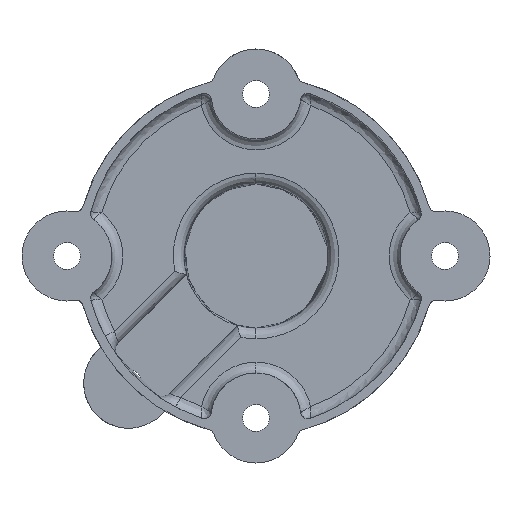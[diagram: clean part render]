
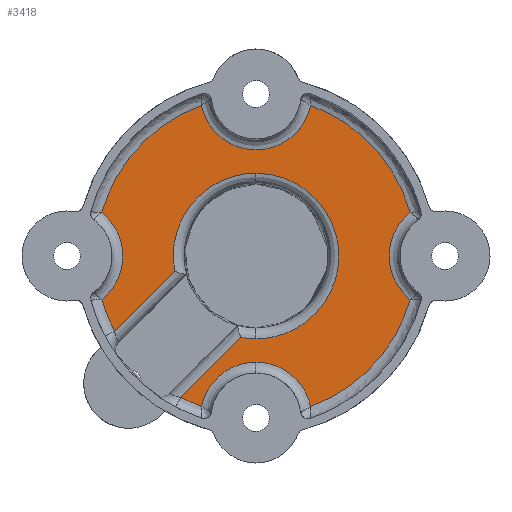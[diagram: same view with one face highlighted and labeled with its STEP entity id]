
A CAD part, front view. The second image highlights one B-rep face of the part: STEP entity #3418.
In plain terms, the highlighted free-form (B-spline) face has degree [1, 1] with [2, 2] control points.
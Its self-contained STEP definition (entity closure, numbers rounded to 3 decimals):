
#455 = VERTEX_POINT('',#456);
#456 = CARTESIAN_POINT('',(36.408,41.991,
    -100.378));
#486 = VERTEX_POINT('',#487);
#487 = CARTESIAN_POINT('',(0.,41.991,-70.785));
#493 = EDGE_CURVE('',#486,#455,#494,.T.);
#494 = ( BOUNDED_CURVE() B_SPLINE_CURVE(2,(#495,#496,#497),
.UNSPECIFIED.,.F.,.F.) B_SPLINE_CURVE_WITH_KNOTS((3,3),(0.,
1.365),.PIECEWISE_BEZIER_KNOTS.) CURVE() 
GEOMETRIC_REPRESENTATION_ITEM() RATIONAL_B_SPLINE_CURVE((1.,
0.776,1.)) REPRESENTATION_ITEM('') );
#495 = CARTESIAN_POINT('',(0.,41.991,-70.785));
#496 = CARTESIAN_POINT('',(30.231,41.991,
    -70.785));
#497 = CARTESIAN_POINT('',(36.408,41.991,
    -100.378));
#525 = VERTEX_POINT('',#526);
#526 = CARTESIAN_POINT('',(0.,41.991,
    -55.188));
#532 = EDGE_CURVE('',#533,#525,#535,.T.);
#533 = VERTEX_POINT('',#534);
#534 = CARTESIAN_POINT('',(0.,41.991,55.188));
#535 = ( BOUNDED_CURVE() B_SPLINE_CURVE(2,(#536,#537,#538,#539,#540),
.UNSPECIFIED.,.F.,.F.) B_SPLINE_CURVE_WITH_KNOTS((3,2,3),(0.,
1.571,3.142),.PIECEWISE_BEZIER_KNOTS.) CURVE() 
GEOMETRIC_REPRESENTATION_ITEM() RATIONAL_B_SPLINE_CURVE((1.,
0.707,1.,0.707,1.)) REPRESENTATION_ITEM('') );
#536 = CARTESIAN_POINT('',(0.,41.991,55.188));
#537 = CARTESIAN_POINT('',(55.188,41.991,
    55.188));
#538 = CARTESIAN_POINT('',(55.188,41.991,
    0.));
#539 = CARTESIAN_POINT('',(55.188,41.991,
    -55.188));
#540 = CARTESIAN_POINT('',(0.,41.991,
    -55.188));
#576 = EDGE_CURVE('',#577,#533,#579,.T.);
#577 = VERTEX_POINT('',#578);
#578 = CARTESIAN_POINT('',(-54.249,41.991,
    -10.135));
#579 = ( BOUNDED_CURVE() B_SPLINE_CURVE(2,(#580,#581,#582),
.UNSPECIFIED.,.F.,.F.) B_SPLINE_CURVE_WITH_KNOTS((3,3),(4.528,
6.283),.PIECEWISE_BEZIER_KNOTS.) CURVE() 
GEOMETRIC_REPRESENTATION_ITEM() RATIONAL_B_SPLINE_CURVE((1.,
0.639,1.)) REPRESENTATION_ITEM('') );
#580 = CARTESIAN_POINT('',(-54.249,41.991,
    -10.135));
#581 = CARTESIAN_POINT('',(-66.454,41.991,
    55.188));
#582 = CARTESIAN_POINT('',(0.,41.991,
    55.188));
#3418 = ADVANCED_FACE('',(#3419),#3516,.F.);
#3419 = FACE_BOUND('',#3420,.T.);
#3420 = EDGE_LOOP('',(#3421,#3429,#3437,#3445,#3455,#3463,#3471,#3479,
    #3484,#3485,#3486,#3494,#3501,#3509,#3515));
#3421 = ORIENTED_EDGE('',*,*,#3422,.T.);
#3422 = EDGE_CURVE('',#455,#3423,#3425,.T.);
#3423 = VERTEX_POINT('',#3424);
#3424 = CARTESIAN_POINT('',(102.749,41.991,
    -29.05));
#3425 = ( BOUNDED_CURVE() B_SPLINE_CURVE(2,(#3426,#3427,#3428),
.UNSPECIFIED.,.F.,.F.) B_SPLINE_CURVE_WITH_KNOTS((3,3),(3.49,
4.437),.PIECEWISE_BEZIER_KNOTS.) CURVE() 
GEOMETRIC_REPRESENTATION_ITEM() RATIONAL_B_SPLINE_CURVE((1.,
0.89,1.)) REPRESENTATION_ITEM('') );
#3426 = CARTESIAN_POINT('',(36.408,41.991,
    -100.378));
#3427 = CARTESIAN_POINT('',(87.859,41.991,
    -81.717));
#3428 = CARTESIAN_POINT('',(102.749,41.991,
    -29.05));
#3429 = ORIENTED_EDGE('',*,*,#3430,.T.);
#3430 = EDGE_CURVE('',#3423,#3431,#3433,.T.);
#3431 = VERTEX_POINT('',#3432);
#3432 = CARTESIAN_POINT('',(102.749,41.991,
    29.05));
#3433 = ( BOUNDED_CURVE() B_SPLINE_CURVE(2,(#3434,#3435,#3436),
.UNSPECIFIED.,.F.,.F.) B_SPLINE_CURVE_WITH_KNOTS((3,3),(3.816,
5.609),.PIECEWISE_BEZIER_KNOTS.) CURVE() 
GEOMETRIC_REPRESENTATION_ITEM() RATIONAL_B_SPLINE_CURVE((1.,
0.624,1.)) REPRESENTATION_ITEM('') );
#3434 = CARTESIAN_POINT('',(102.749,41.991,
    -29.05));
#3435 = CARTESIAN_POINT('',(66.411,41.991,
    0.));
#3436 = CARTESIAN_POINT('',(102.749,41.991,
    29.05));
#3437 = ORIENTED_EDGE('',*,*,#3438,.T.);
#3438 = EDGE_CURVE('',#3431,#3439,#3441,.T.);
#3439 = VERTEX_POINT('',#3440);
#3440 = CARTESIAN_POINT('',(36.408,41.991,
    100.378));
#3441 = ( BOUNDED_CURVE() B_SPLINE_CURVE(2,(#3442,#3443,#3444),
.UNSPECIFIED.,.F.,.F.) B_SPLINE_CURVE_WITH_KNOTS((3,3),(4.988,
5.935),.PIECEWISE_BEZIER_KNOTS.) CURVE() 
GEOMETRIC_REPRESENTATION_ITEM() RATIONAL_B_SPLINE_CURVE((1.,
0.89,1.)) REPRESENTATION_ITEM('') );
#3442 = CARTESIAN_POINT('',(102.749,41.991,
    29.05));
#3443 = CARTESIAN_POINT('',(87.859,41.991,
    81.717));
#3444 = CARTESIAN_POINT('',(36.408,41.991,
    100.378));
#3445 = ORIENTED_EDGE('',*,*,#3446,.T.);
#3446 = EDGE_CURVE('',#3439,#3447,#3449,.T.);
#3447 = VERTEX_POINT('',#3448);
#3448 = CARTESIAN_POINT('',(-36.408,41.991,
    100.378));
#3449 = ( BOUNDED_CURVE() B_SPLINE_CURVE(2,(#3450,#3451,#3452,#3453,
#3454),.UNSPECIFIED.,.F.,.F.) B_SPLINE_CURVE_WITH_KNOTS((3,2,3),(
    1.777,3.142,4.507),
.PIECEWISE_BEZIER_KNOTS.) CURVE() GEOMETRIC_REPRESENTATION_ITEM() 
RATIONAL_B_SPLINE_CURVE((1.,0.776,1.,0.776,1.)) 
REPRESENTATION_ITEM('') );
#3450 = CARTESIAN_POINT('',(36.408,41.991,
    100.378));
#3451 = CARTESIAN_POINT('',(30.231,41.991,
    70.785));
#3452 = CARTESIAN_POINT('',(0.,41.991,
    70.785));
#3453 = CARTESIAN_POINT('',(-30.231,41.991,
    70.785));
#3454 = CARTESIAN_POINT('',(-36.408,41.991,
    100.378));
#3455 = ORIENTED_EDGE('',*,*,#3456,.T.);
#3456 = EDGE_CURVE('',#3447,#3457,#3459,.T.);
#3457 = VERTEX_POINT('',#3458);
#3458 = CARTESIAN_POINT('',(-102.749,41.991,
    29.05));
#3459 = ( BOUNDED_CURVE() B_SPLINE_CURVE(2,(#3460,#3461,#3462),
.UNSPECIFIED.,.F.,.F.) B_SPLINE_CURVE_WITH_KNOTS((3,3),(0.348,
1.295),.PIECEWISE_BEZIER_KNOTS.) CURVE() 
GEOMETRIC_REPRESENTATION_ITEM() RATIONAL_B_SPLINE_CURVE((1.,
0.89,1.)) REPRESENTATION_ITEM('') );
#3460 = CARTESIAN_POINT('',(-36.408,41.991,
    100.378));
#3461 = CARTESIAN_POINT('',(-87.859,41.991,
    81.717));
#3462 = CARTESIAN_POINT('',(-102.749,41.991,
    29.05));
#3463 = ORIENTED_EDGE('',*,*,#3464,.T.);
#3464 = EDGE_CURVE('',#3457,#3465,#3467,.T.);
#3465 = VERTEX_POINT('',#3466);
#3466 = CARTESIAN_POINT('',(-102.749,41.991,
    -29.05));
#3467 = ( BOUNDED_CURVE() B_SPLINE_CURVE(2,(#3468,#3469,#3470),
.UNSPECIFIED.,.F.,.F.) B_SPLINE_CURVE_WITH_KNOTS((3,3),(0.674,
2.467),.PIECEWISE_BEZIER_KNOTS.) CURVE() 
GEOMETRIC_REPRESENTATION_ITEM() RATIONAL_B_SPLINE_CURVE((1.,
0.624,1.)) REPRESENTATION_ITEM('') );
#3468 = CARTESIAN_POINT('',(-102.749,41.991,
    29.05));
#3469 = CARTESIAN_POINT('',(-66.411,41.991,
    0.));
#3470 = CARTESIAN_POINT('',(-102.749,41.991,
    -29.05));
#3471 = ORIENTED_EDGE('',*,*,#3472,.T.);
#3472 = EDGE_CURVE('',#3465,#3473,#3475,.T.);
#3473 = VERTEX_POINT('',#3474);
#3474 = CARTESIAN_POINT('',(-94.266,41.991,
    -50.152));
#3475 = ( BOUNDED_CURVE() B_SPLINE_CURVE(2,(#3476,#3477,#3478),
.UNSPECIFIED.,.F.,.F.) B_SPLINE_CURVE_WITH_KNOTS((3,3),(1.846,
2.06),.PIECEWISE_BEZIER_KNOTS.) CURVE() 
GEOMETRIC_REPRESENTATION_ITEM() RATIONAL_B_SPLINE_CURVE((1.,
0.994,1.)) REPRESENTATION_ITEM('') );
#3476 = CARTESIAN_POINT('',(-102.749,41.991,
    -29.05));
#3477 = CARTESIAN_POINT('',(-99.638,41.991,
    -40.055));
#3478 = CARTESIAN_POINT('',(-94.266,41.991,
    -50.152));
#3479 = ORIENTED_EDGE('',*,*,#3480,.T.);
#3480 = EDGE_CURVE('',#3473,#577,#3481,.T.);
#3481 = B_SPLINE_CURVE_WITH_KNOTS('',1,(#3482,#3483),.UNSPECIFIED.,.F.,
  .F.,(2,2),(-50.477,-3.306),.PIECEWISE_BEZIER_KNOTS.);
#3482 = CARTESIAN_POINT('',(-94.266,41.991,
    -50.152));
#3483 = CARTESIAN_POINT('',(-54.249,41.991,
    -10.135));
#3484 = ORIENTED_EDGE('',*,*,#576,.T.);
#3485 = ORIENTED_EDGE('',*,*,#532,.T.);
#3486 = ORIENTED_EDGE('',*,*,#3487,.T.);
#3487 = EDGE_CURVE('',#525,#3488,#3490,.T.);
#3488 = VERTEX_POINT('',#3489);
#3489 = CARTESIAN_POINT('',(-10.135,41.991,
    -54.249));
#3490 = ( BOUNDED_CURVE() B_SPLINE_CURVE(2,(#3491,#3492,#3493),
.UNSPECIFIED.,.F.,.F.) B_SPLINE_CURVE_WITH_KNOTS((3,3),(3.142,
3.326),.PIECEWISE_BEZIER_KNOTS.) CURVE() 
GEOMETRIC_REPRESENTATION_ITEM() RATIONAL_B_SPLINE_CURVE((1.,
0.996,1.)) REPRESENTATION_ITEM('') );
#3491 = CARTESIAN_POINT('',(0.,41.991,
    -55.188));
#3492 = CARTESIAN_POINT('',(-5.111,41.991,
    -55.188));
#3493 = CARTESIAN_POINT('',(-10.135,41.991,
    -54.249));
#3494 = ORIENTED_EDGE('',*,*,#3495,.T.);
#3495 = EDGE_CURVE('',#3488,#3496,#3498,.T.);
#3496 = VERTEX_POINT('',#3497);
#3497 = CARTESIAN_POINT('',(-50.152,41.991,
    -94.266));
#3498 = B_SPLINE_CURVE_WITH_KNOTS('',1,(#3499,#3500),.UNSPECIFIED.,.F.,
  .F.,(2,2),(-54.924,-7.753),.PIECEWISE_BEZIER_KNOTS.);
#3499 = CARTESIAN_POINT('',(-10.135,41.991,
    -54.249));
#3500 = CARTESIAN_POINT('',(-50.152,41.991,
    -94.266));
#3501 = ORIENTED_EDGE('',*,*,#3502,.T.);
#3502 = EDGE_CURVE('',#3496,#3503,#3505,.T.);
#3503 = VERTEX_POINT('',#3504);
#3504 = CARTESIAN_POINT('',(-36.408,41.991,
    -100.378));
#3505 = ( BOUNDED_CURVE() B_SPLINE_CURVE(2,(#3506,#3507,#3508),
.UNSPECIFIED.,.F.,.F.) B_SPLINE_CURVE_WITH_KNOTS((3,3),(2.653,
2.794),.PIECEWISE_BEZIER_KNOTS.) CURVE() 
GEOMETRIC_REPRESENTATION_ITEM() RATIONAL_B_SPLINE_CURVE((1.,
0.998,1.)) REPRESENTATION_ITEM('') );
#3506 = CARTESIAN_POINT('',(-50.152,41.991,
    -94.266));
#3507 = CARTESIAN_POINT('',(-43.496,41.991,
    -97.808));
#3508 = CARTESIAN_POINT('',(-36.408,41.991,
    -100.378));
#3509 = ORIENTED_EDGE('',*,*,#3510,.T.);
#3510 = EDGE_CURVE('',#3503,#486,#3511,.T.);
#3511 = ( BOUNDED_CURVE() B_SPLINE_CURVE(2,(#3512,#3513,#3514),
.UNSPECIFIED.,.F.,.F.) B_SPLINE_CURVE_WITH_KNOTS((3,3),(4.918,
6.283),.PIECEWISE_BEZIER_KNOTS.) CURVE() 
GEOMETRIC_REPRESENTATION_ITEM() RATIONAL_B_SPLINE_CURVE((1.,
0.776,1.)) REPRESENTATION_ITEM('') );
#3512 = CARTESIAN_POINT('',(-36.408,41.991,
    -100.378));
#3513 = CARTESIAN_POINT('',(-30.231,41.991,
    -70.785));
#3514 = CARTESIAN_POINT('',(0.,41.991,
    -70.785));
#3515 = ORIENTED_EDGE('',*,*,#493,.T.);
#3516 = B_SPLINE_SURFACE_WITH_KNOTS('',1,1,(
    (#3517,#3518)
    ,(#3519,#3520
    )),.UNSPECIFIED.,.F.,.F.,.F.,(2,2),(2,2),(-83.667,
    83.667),(-85.643,85.643),
  .PIECEWISE_BEZIER_KNOTS.);
#3517 = CARTESIAN_POINT('',(-102.749,41.991,
    -100.378));
#3518 = CARTESIAN_POINT('',(102.749,41.991,
    -100.378));
#3519 = CARTESIAN_POINT('',(-102.749,41.991,
    100.378));
#3520 = CARTESIAN_POINT('',(102.749,41.991,
    100.378));
